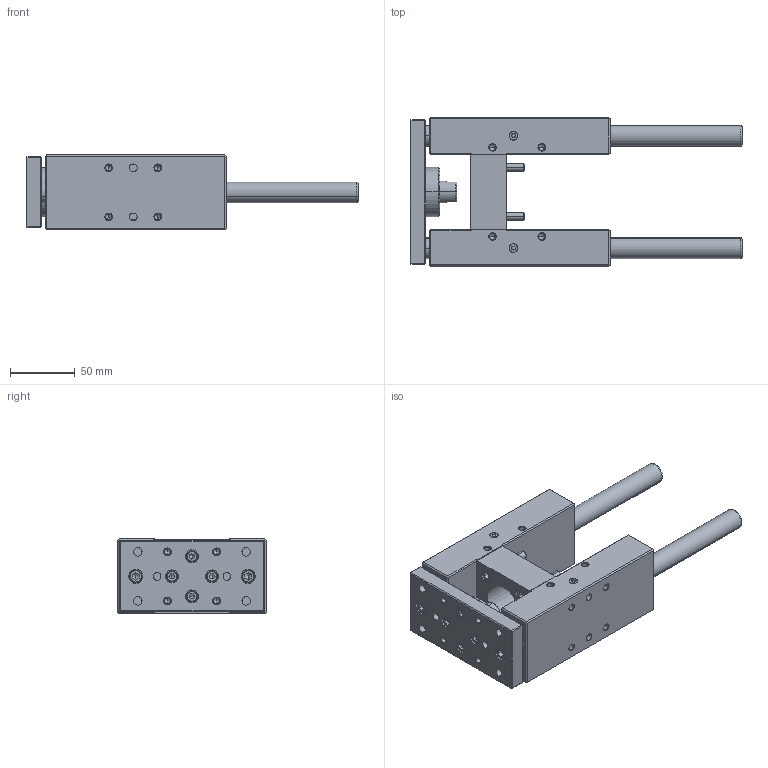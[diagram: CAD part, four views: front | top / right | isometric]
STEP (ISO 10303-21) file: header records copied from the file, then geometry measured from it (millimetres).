
FILE_DESCRIPTION (( 'STEP AP214' ), '1' );
FILE_NAME ('UGH40-050_BB.STEP', '2017-08-08T11:23:59', ( '' ), ( '' ), 'SwSTEP 2.0', 'SolidWorks 2017', '' );
FILE_SCHEMA (( 'AUTOMOTIVE_DESIGN' ));
Length unit declared in the file: millimetre
Products named in the file (1): UGH40-050_BB
Bounding box: 257 x 115 x 58.56 mm (x, y, z)
Surface area: 146764 mm2 (no closed solid volume)
Topology: 0 solids, 24 shells, 791 faces, 1790 edges, 1081 vertices
Faces by surface type: cylinder 282, plane 256, cone 209, bspline 40, torus 4
Entity records: 33605 total; most frequent: CARTESIAN_POINT 6898, DIRECTION 3915, ORIENTED_EDGE 3456, EDGE_CURVE 1734, AXIS2_PLACEMENT_3D 1541, VERTEX_POINT 1081, EDGE_LOOP 945, VECTOR 833
